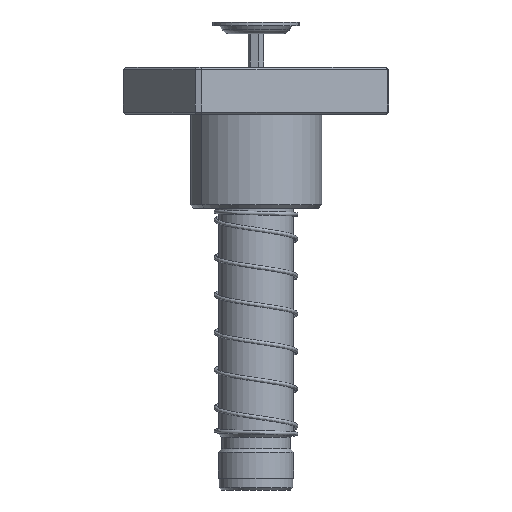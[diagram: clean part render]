
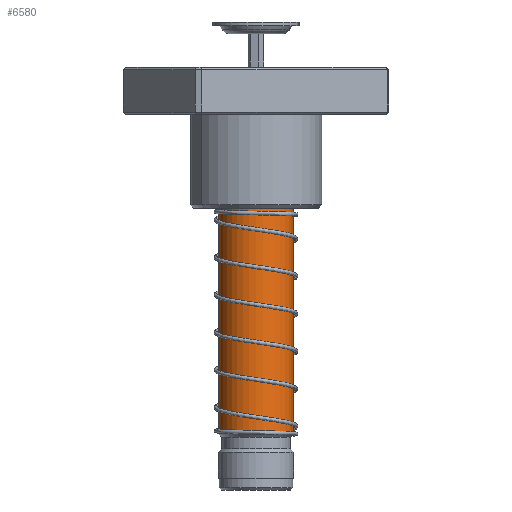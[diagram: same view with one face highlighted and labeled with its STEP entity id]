
A CAD part, front view. The second image highlights one B-rep face of the part: STEP entity #6580.
In plain terms, the highlighted cylindrical face has radius 16 mm (diameter 32 mm), a partial arc.
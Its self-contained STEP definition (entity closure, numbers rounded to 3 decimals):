
#4131 = AXIS2_PLACEMENT_3D ( 'NONE', #39207, #43674, #17860 ) ;
#6290 = ORIENTED_EDGE ( 'NONE', *, *, #23752, .T. ) ;
#6580 = ADVANCED_FACE ( 'NONE', ( #15802 ), #14474, .T. ) ;
#7996 = CARTESIAN_POINT ( 'NONE',  ( -16., 0., 180. ) ) ;
#9904 = CARTESIAN_POINT ( 'NONE',  ( 16., 0., 177.5 ) ) ;
#10228 = CARTESIAN_POINT ( 'NONE',  ( -16., 0., 177.5 ) ) ;
#11633 = ORIENTED_EDGE ( 'NONE', *, *, #14278, .T. ) ;
#12967 = VECTOR ( 'NONE', #19912, 1000. ) ;
#14278 = EDGE_CURVE ( 'NONE', #52493, #38857, #16231, .T. ) ;
#14474 = CYLINDRICAL_SURFACE ( 'NONE', #53865, 16. ) ;
#15802 = FACE_OUTER_BOUND ( 'NONE', #52860, .T. ) ;
#16231 = CIRCLE ( 'NONE', #23260, 16. ) ;
#17860 = DIRECTION ( 'NONE',  ( -1., 0., 0. ) ) ;
#18694 = CARTESIAN_POINT ( 'NONE',  ( 16., 0., 24. ) ) ;
#19912 = DIRECTION ( 'NONE',  ( 0., 0., -1. ) ) ;
#21015 = DIRECTION ( 'NONE',  ( 0., 0., -1. ) ) ;
#23260 = AXIS2_PLACEMENT_3D ( 'NONE', #53396, #21015, #25876 ) ;
#23752 = EDGE_CURVE ( 'NONE', #38857, #52505, #27819, .T. ) ;
#24431 = LINE ( 'NONE', #41060, #12967 ) ;
#25579 = EDGE_CURVE ( 'NONE', #52493, #41203, #24431, .T. ) ;
#25876 = DIRECTION ( 'NONE',  ( 1., 0., 0. ) ) ;
#27819 = LINE ( 'NONE', #7996, #43856 ) ;
#30354 = CIRCLE ( 'NONE', #4131, 16. ) ;
#33209 = ORIENTED_EDGE ( 'NONE', *, *, #25579, .F. ) ;
#33875 = DIRECTION ( 'NONE',  ( 0., 0., -1. ) ) ;
#35783 = CARTESIAN_POINT ( 'NONE',  ( -16., 0., 24. ) ) ;
#37976 = DIRECTION ( 'NONE',  ( -1., 0., 0. ) ) ;
#38857 = VERTEX_POINT ( 'NONE', #10228 ) ;
#39207 = CARTESIAN_POINT ( 'NONE',  ( 0., 0., 24. ) ) ;
#41060 = CARTESIAN_POINT ( 'NONE',  ( 16., 0., 180. ) ) ;
#41203 = VERTEX_POINT ( 'NONE', #18694 ) ;
#43674 = DIRECTION ( 'NONE',  ( 0., 0., -1. ) ) ;
#43856 = VECTOR ( 'NONE', #33875, 1000. ) ;
#45845 = CARTESIAN_POINT ( 'NONE',  ( 0., 0., 180. ) ) ;
#46017 = DIRECTION ( 'NONE',  ( 0., 0., -1. ) ) ;
#47119 = EDGE_CURVE ( 'NONE', #41203, #52505, #30354, .T. ) ;
#50781 = ORIENTED_EDGE ( 'NONE', *, *, #47119, .F. ) ;
#52493 = VERTEX_POINT ( 'NONE', #9904 ) ;
#52505 = VERTEX_POINT ( 'NONE', #35783 ) ;
#52860 = EDGE_LOOP ( 'NONE', ( #33209, #11633, #6290, #50781 ) ) ;
#53396 = CARTESIAN_POINT ( 'NONE',  ( 0., 0., 177.5 ) ) ;
#53865 = AXIS2_PLACEMENT_3D ( 'NONE', #45845, #46017, #37976 ) ;
